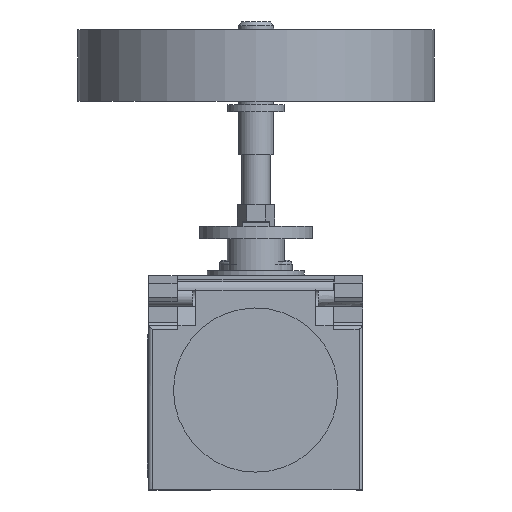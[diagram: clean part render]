
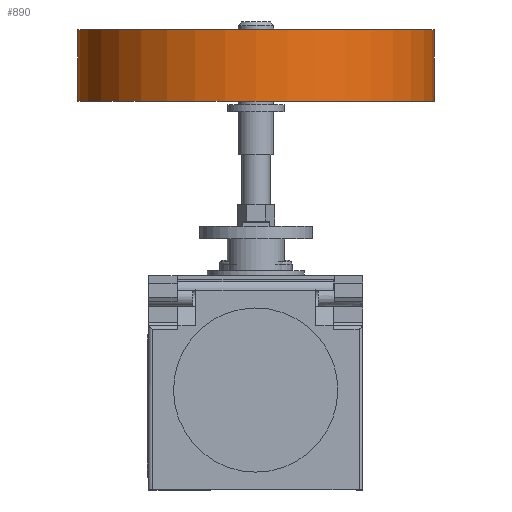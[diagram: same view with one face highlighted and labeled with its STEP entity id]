
A CAD part, front view. The second image highlights one B-rep face of the part: STEP entity #890.
In plain terms, the highlighted cylindrical face has radius 25 mm (diameter 50 mm), a partial arc.
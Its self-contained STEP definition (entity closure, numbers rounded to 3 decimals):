
#849=CARTESIAN_POINT('',(15.052,136.189,59.466));
#850=DIRECTION('',(0.,0.,-1.0));
#851=DIRECTION('',(-1.0,0.0,0.0));
#852=AXIS2_PLACEMENT_3D('',#849,#850,#851);
#853=CYLINDRICAL_SURFACE('',#852,25.0);
#854=CARTESIAN_POINT('',(-9.948,136.189,54.466));
#855=VERTEX_POINT('',#854);
#856=CARTESIAN_POINT('',(-9.948,136.189,64.466));
#857=VERTEX_POINT('',#856);
#858=CARTESIAN_POINT('',(-9.948,136.189,54.466));
#859=DIRECTION('',(0.0,0.0,1.0));
#860=VECTOR('',#859,10.0);
#861=LINE('',#858,#860);
#862=EDGE_CURVE('',#855,#857,#861,.T.);
#863=ORIENTED_EDGE('',*,*,#862,.F.);
#864=CARTESIAN_POINT('',(40.052,136.189,54.466));
#865=VERTEX_POINT('',#864);
#866=CARTESIAN_POINT('',(15.052,136.189,54.466));
#867=DIRECTION('',(0.0,0.0,-1.0));
#868=DIRECTION('',(-1.0,0.0,0.0));
#869=AXIS2_PLACEMENT_3D('',#866,#867,#868);
#870=CIRCLE('',#869,25.0);
#871=EDGE_CURVE('',#865,#855,#870,.T.);
#872=ORIENTED_EDGE('',*,*,#871,.F.);
#873=CARTESIAN_POINT('',(40.052,136.189,64.466));
#874=VERTEX_POINT('',#873);
#875=CARTESIAN_POINT('',(40.052,136.189,54.466));
#876=DIRECTION('',(0.0,0.0,1.0));
#877=VECTOR('',#876,10.);
#878=LINE('',#875,#877);
#879=EDGE_CURVE('',#865,#874,#878,.T.);
#880=ORIENTED_EDGE('',*,*,#879,.T.);
#881=CARTESIAN_POINT('',(15.052,136.189,64.466));
#882=DIRECTION('',(0.0,0.0,-1.0));
#883=DIRECTION('',(-1.0,0.0,0.0));
#884=AXIS2_PLACEMENT_3D('',#881,#882,#883);
#885=CIRCLE('',#884,25.0);
#886=EDGE_CURVE('',#874,#857,#885,.T.);
#887=ORIENTED_EDGE('',*,*,#886,.T.);
#888=EDGE_LOOP('',(#863,#872,#880,#887));
#889=FACE_OUTER_BOUND('',#888,.T.);
#890=ADVANCED_FACE('',(#889),#853,.T.);
